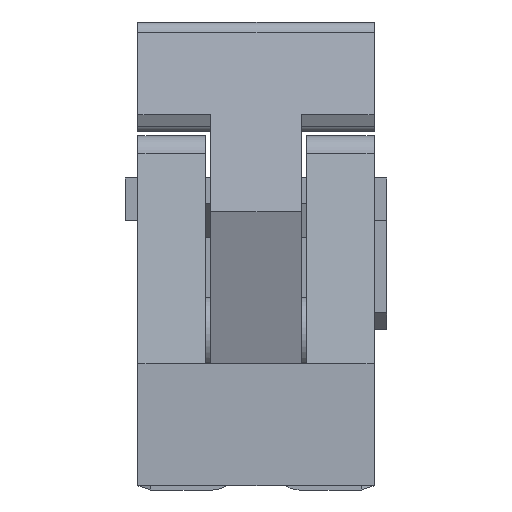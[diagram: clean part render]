
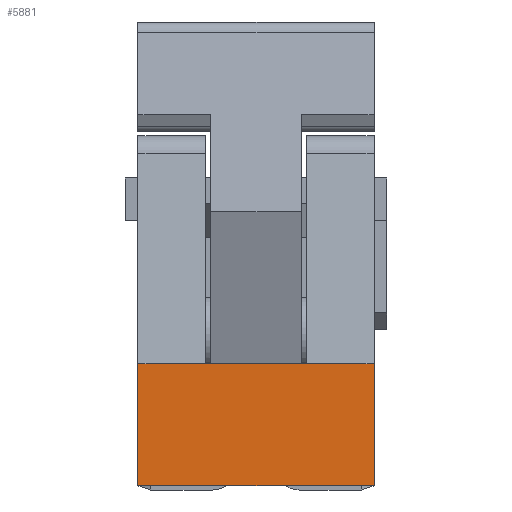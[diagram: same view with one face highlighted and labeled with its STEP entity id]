
A CAD part, left-side view. The second image highlights one B-rep face of the part: STEP entity #5881.
In plain terms, the highlighted planar face has unit normal (-1, 0, 0).
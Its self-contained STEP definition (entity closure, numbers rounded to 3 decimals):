
#5826=CARTESIAN_POINT('',(-14.87,0.,-0.151));
#5827=DIRECTION('',(0.,-1.,0.));
#5828=DIRECTION('',(-1.,0.,0.));
#5829=AXIS2_PLACEMENT_3D('',#5826,#5828,#5827);
#5830=PLANE('',#5829);
#5831=CARTESIAN_POINT('',(-14.87,2.8,-4.301));
#5832=VERTEX_POINT('',#5831);
#5833=CARTESIAN_POINT('',(-14.87,-2.8,-4.301));
#5834=VERTEX_POINT('',#5833);
#5835=CARTESIAN_POINT('',(-14.87,2.8,-4.301));
#5836=DIRECTION('',(0.,-1.,0.));
#5837=VECTOR('',#5836,5.6);
#5838=LINE('',#5835,#5837);
#5839=EDGE_CURVE('',#5832,#5834,#5838,.T.);
#5840=ORIENTED_EDGE('',*,*,#5839,.T.);
#5841=CARTESIAN_POINT('',(-14.87,-2.8,-1.401));
#5842=VERTEX_POINT('',#5841);
#5843=CARTESIAN_POINT('',(-14.87,-2.8,-4.301));
#5844=DIRECTION('',(0.,0.,1.));
#5845=VECTOR('',#5844,2.9);
#5846=LINE('',#5843,#5845);
#5847=EDGE_CURVE('',#5834,#5842,#5846,.T.);
#5848=ORIENTED_EDGE('',*,*,#5847,.T.);
#5849=CARTESIAN_POINT('',(-14.87,-1.2,-1.401));
#5850=VERTEX_POINT('',#5849);
#5851=CARTESIAN_POINT('',(-14.87,-2.8,-1.401));
#5852=DIRECTION('',(0.,1.,0.));
#5853=VECTOR('',#5852,1.6);
#5854=LINE('',#5851,#5853);
#5855=EDGE_CURVE('',#5842,#5850,#5854,.T.);
#5856=ORIENTED_EDGE('',*,*,#5855,.T.);
#5857=CARTESIAN_POINT('',(-14.87,1.2,-1.401));
#5858=VERTEX_POINT('',#5857);
#5859=CARTESIAN_POINT('',(-14.87,-1.2,-1.401));
#5860=DIRECTION('',(0.,1.,0.));
#5861=VECTOR('',#5860,2.4);
#5862=LINE('',#5859,#5861);
#5863=EDGE_CURVE('',#5850,#5858,#5862,.T.);
#5864=ORIENTED_EDGE('',*,*,#5863,.T.);
#5865=CARTESIAN_POINT('',(-14.87,2.8,-1.401));
#5866=VERTEX_POINT('',#5865);
#5867=CARTESIAN_POINT('',(-14.87,1.2,-1.401));
#5868=DIRECTION('',(0.,1.,0.));
#5869=VECTOR('',#5868,1.6);
#5870=LINE('',#5867,#5869);
#5871=EDGE_CURVE('',#5858,#5866,#5870,.T.);
#5872=ORIENTED_EDGE('',*,*,#5871,.T.);
#5873=CARTESIAN_POINT('',(-14.87,2.8,-1.401));
#5874=DIRECTION('',(0.,0.,-1.));
#5875=VECTOR('',#5874,2.9);
#5876=LINE('',#5873,#5875);
#5877=EDGE_CURVE('',#5866,#5832,#5876,.T.);
#5878=ORIENTED_EDGE('',*,*,#5877,.T.);
#5879=EDGE_LOOP('',(#5840,#5848,#5856,#5864,#5872,#5878));
#5880=FACE_OUTER_BOUND('',#5879,.T.);
#5881=ADVANCED_FACE('',(#5880),#5830,.T.);
